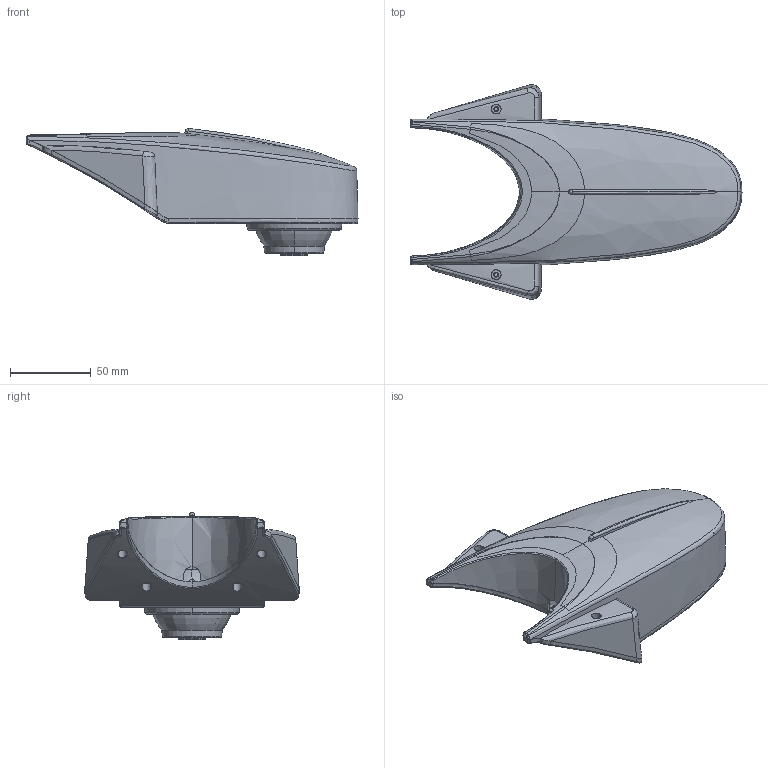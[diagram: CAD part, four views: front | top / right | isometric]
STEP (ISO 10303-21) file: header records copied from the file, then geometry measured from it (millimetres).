
FILE_DESCRIPTION((''),'2;1');
FILE_NAME('00-AA_ASM','2022-03-21T',('Administrator'),(''),'PRO/ENGINEER BY PARAMETRIC TECHNOLOGY CORPORATION, 2005030','PRO/ENGINEER BY PARAMETRIC TECHNOLOGY CORPORATION, 2005030','');
FILE_SCHEMA(('AUTOMOTIVE_DESIGN_CC2 { 1 2 10303 214 -1 1 5 2 }'));
Length unit declared in the file: millimetre
Products named in the file (6): A1; A2; 01_72; 02_13; ASM_ASM_6_ASM; 00-AA_ASM
Assembly tree (5 placements, depth 3):
  00-AA_ASM
    A1
    A2
    ASM_ASM_6_ASM
      01_72
      02_13
Bounding box: 205.61 x 132.83 x 78.66 mm (x, y, z)
Volume: 153616.9 mm3; surface area: 127622.4 mm2
Topology: 4 solids, 4 shells, 765 faces, 2149 edges, 1440 vertices
Faces by surface type: plane 204, cylinder 177, bspline 170, cone 123, extrusion 59, revolution 13, torus 12, sphere 7
Entity records: 43800 total; most frequent: CARTESIAN_POINT 21329, ORIENTED_EDGE 4298, DIRECTION 3178, EDGE_CURVE 2149, VERTEX_POINT 1440, PRESENTATION_STYLE_ASSIGNMENT 1321, STYLED_ITEM 1315, CURVE_STYLE 1313
